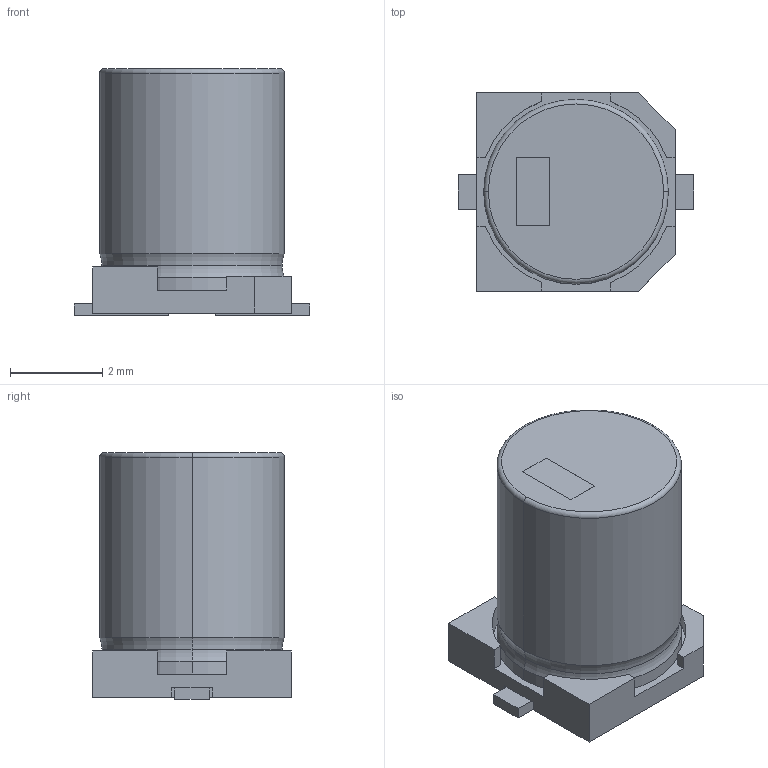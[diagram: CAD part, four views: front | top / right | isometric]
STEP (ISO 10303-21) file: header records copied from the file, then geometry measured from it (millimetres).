
FILE_DESCRIPTION (( 'STEP AP214' ), '1' );
FILE_NAME ('CAP-SMD_BD4.0-L4.3-W4.3-LS5.1-FD.step', '2022-07-01T06:25:13', ( '' ), ( '' ), 'SwSTEP 2.0', 'SolidWorks 2020', '' );
FILE_SCHEMA (( 'AUTOMOTIVE_DESIGN' ));
Length unit declared in the file: millimetre
Products named in the file (1): CAP-SMD_BD4.0-L4.3-W4.3-LS5.1-FD
Bounding box: 5.1 x 4.3 x 5.35 mm (x, y, z)
Volume: 70.6 mm3; surface area: 116.7 mm2
Topology: 1 solids, 1 shells, 284 faces, 771 edges, 510 vertices
Faces by surface type: plane 172, bspline 98, cylinder 8, torus 6
Entity records: 12535 total; most frequent: CARTESIAN_POINT 2872, ORIENTED_EDGE 1542, DIRECTION 971, EDGE_CURVE 771, VECTOR 545, LINE 545, VERTEX_POINT 510, EDGE_LOOP 305
